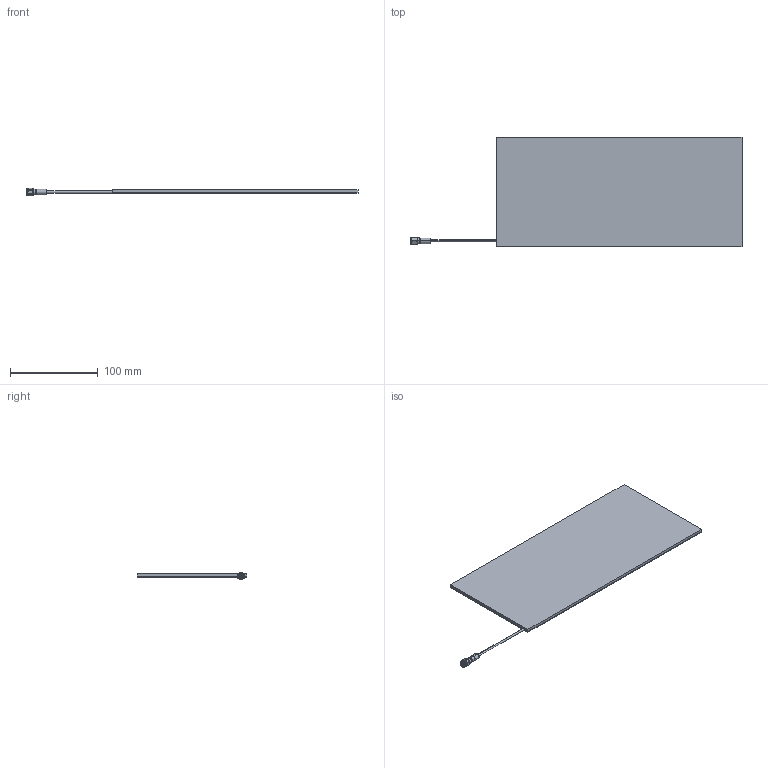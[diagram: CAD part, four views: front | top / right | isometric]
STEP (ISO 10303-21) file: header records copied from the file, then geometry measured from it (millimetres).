
FILE_DESCRIPTION (( 'STEP AP214' ), '1' );
FILE_NAME ('LCANFP1056_3D.step', '2023-01-31T07:07:25', ( '' ), ( '' ), 'SwSTEP 2.0', 'SolidWorks 2022', '' );
FILE_SCHEMA (( 'AUTOMOTIVE_DESIGN' ));
Length unit declared in the file: inch
Products named in the file (3): LCANFP1056_Base Model; LCANFP1056_3D; LCCN3072
Assembly tree (2 placements, depth 2):
  LCANFP1056_3D
    LCANFP1056_Base Model
    LCCN3072
Bounding box: 378.88 x 125 x 8.99 mm (x, y, z)
Volume: 140843.8 mm3; surface area: 145087.3 mm2
Topology: 5 solids, 5 shells, 124 faces, 297 edges, 192 vertices
Faces by surface type: cylinder 51, plane 49, cone 19, bspline 5
Entity records: 6015 total; most frequent: CARTESIAN_POINT 3091, ORIENTED_EDGE 594, DIRECTION 551, EDGE_CURVE 297, AXIS2_PLACEMENT_3D 216, VERTEX_POINT 192, EDGE_LOOP 135, FACE_OUTER_BOUND 124
